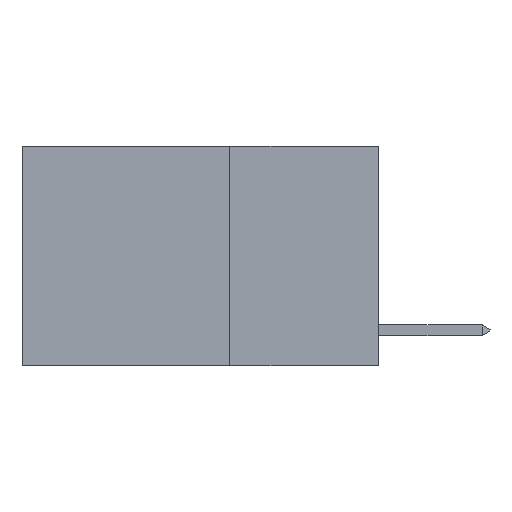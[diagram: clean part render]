
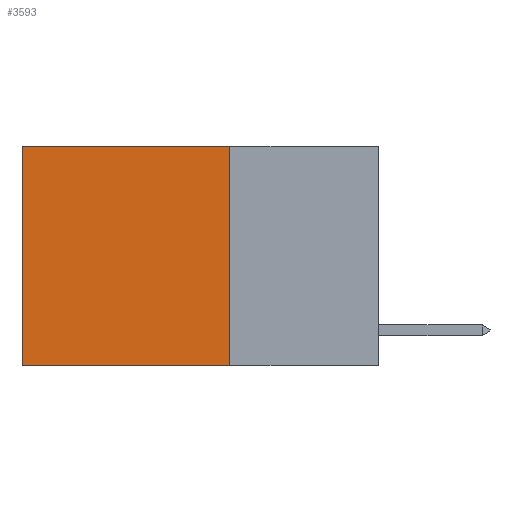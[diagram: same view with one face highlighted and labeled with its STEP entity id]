
A CAD part, left-side view. The second image highlights one B-rep face of the part: STEP entity #3593.
In plain terms, the highlighted planar face has unit normal (-1, 0, 0).
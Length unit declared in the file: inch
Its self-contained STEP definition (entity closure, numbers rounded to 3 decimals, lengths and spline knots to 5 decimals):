
#79 = DIRECTION ( 'NONE',  ( 0., 1., 0. ) ) ;
#350 = DIRECTION ( 'NONE',  ( 0., 0., -1. ) ) ;
#1332 = ORIENTED_EDGE ( 'NONE', *, *, #13642, .F. ) ;
#1343 = CARTESIAN_POINT ( 'NONE',  ( 0.2625, 0.25, 0. ) ) ;
#1370 = DIRECTION ( 'NONE',  ( 1., 0., 0. ) ) ;
#1512 = CARTESIAN_POINT ( 'NONE',  ( 0.2625, 0.6, 0. ) ) ;
#1802 = VECTOR ( 'NONE', #4379, 39.37008 ) ;
#1857 = ORIENTED_EDGE ( 'NONE', *, *, #8799, .F. ) ;
#2155 = CARTESIAN_POINT ( 'NONE',  ( 0.2625, 0.25, 0. ) ) ;
#2979 = LINE ( 'NONE', #1512, #12009 ) ;
#3233 = CARTESIAN_POINT ( 'NONE',  ( 0.2625, 0.25, -0.37 ) ) ;
#3338 = CARTESIAN_POINT ( 'NONE',  ( 0.2625, 0.25, -0.37 ) ) ;
#3593 = ADVANCED_FACE ( 'NONE', ( #12324 ), #11593, .F. ) ;
#4379 = DIRECTION ( 'NONE',  ( 0., 1., 0. ) ) ;
#4462 = EDGE_CURVE ( 'NONE', #7207, #7982, #15436, .T. ) ;
#4827 = DIRECTION ( 'NONE',  ( 0., 0., -1. ) ) ;
#5323 = CARTESIAN_POINT ( 'NONE',  ( 0.2625, 0.6, 0. ) ) ;
#6152 = VERTEX_POINT ( 'NONE', #7815 ) ;
#6163 = LINE ( 'NONE', #9235, #15281 ) ;
#6250 = ORIENTED_EDGE ( 'NONE', *, *, #4462, .T. ) ;
#6321 = AXIS2_PLACEMENT_3D ( 'NONE', #10771, #1370, #4827 ) ;
#7207 = VERTEX_POINT ( 'NONE', #2155 ) ;
#7510 = EDGE_CURVE ( 'NONE', #7982, #6152, #2979, .T. ) ;
#7629 = VECTOR ( 'NONE', #79, 39.37008 ) ;
#7815 = CARTESIAN_POINT ( 'NONE',  ( 0.2625, 0.6, -0.37 ) ) ;
#7982 = VERTEX_POINT ( 'NONE', #5323 ) ;
#8799 = EDGE_CURVE ( 'NONE', #7207, #9670, #6163, .T. ) ;
#9176 = DIRECTION ( 'NONE',  ( 0., 0., -1. ) ) ;
#9235 = CARTESIAN_POINT ( 'NONE',  ( 0.2625, 0.25, 0. ) ) ;
#9670 = VERTEX_POINT ( 'NONE', #3338 ) ;
#10771 = CARTESIAN_POINT ( 'NONE',  ( 0.2625, 0.25, 0. ) ) ;
#11123 = EDGE_LOOP ( 'NONE', ( #11981, #1332, #1857, #6250 ) ) ;
#11593 = PLANE ( 'NONE',  #6321 ) ;
#11975 = LINE ( 'NONE', #3233, #1802 ) ;
#11981 = ORIENTED_EDGE ( 'NONE', *, *, #7510, .T. ) ;
#12009 = VECTOR ( 'NONE', #350, 39.37008 ) ;
#12324 = FACE_OUTER_BOUND ( 'NONE', #11123, .T. ) ;
#13642 = EDGE_CURVE ( 'NONE', #9670, #6152, #11975, .T. ) ;
#15281 = VECTOR ( 'NONE', #9176, 39.37008 ) ;
#15436 = LINE ( 'NONE', #1343, #7629 ) ;
